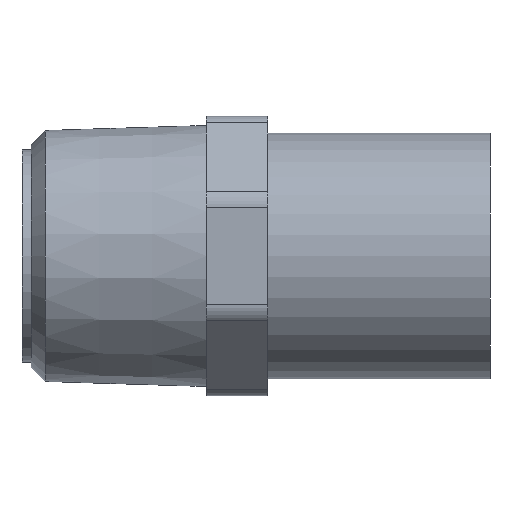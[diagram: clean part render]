
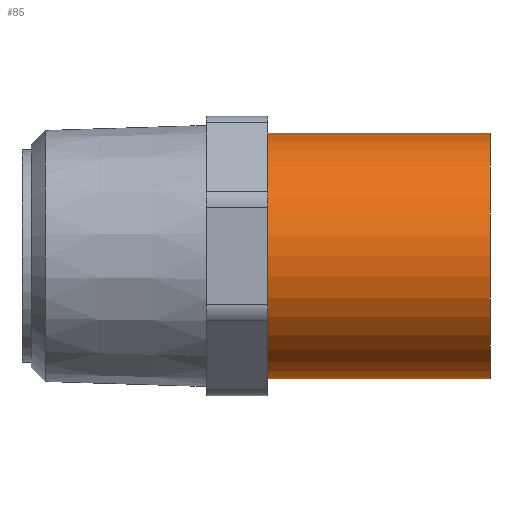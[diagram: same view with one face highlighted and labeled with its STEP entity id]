
A CAD part, front view. The second image highlights one B-rep face of the part: STEP entity #85.
In plain terms, the highlighted cylindrical face has radius 16 mm (diameter 32 mm), a full revolution.
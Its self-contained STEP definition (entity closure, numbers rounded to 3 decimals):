
#85 = ADVANCED_FACE( '', ( #129, #130 ), #131, .T. );
#129 = FACE_OUTER_BOUND( '', #191, .T. );
#130 = FACE_OUTER_BOUND( '', #192, .T. );
#131 = CYLINDRICAL_SURFACE( '', #193, 16. );
#191 = EDGE_LOOP( '', ( #312 ) );
#192 = EDGE_LOOP( '', ( #313 ) );
#193 = AXIS2_PLACEMENT_3D( '', #314, #315, #316 );
#312 = ORIENTED_EDGE( '', *, *, #460, .T. );
#313 = ORIENTED_EDGE( '', *, *, #461, .F. );
#314 = CARTESIAN_POINT( '', ( 0., 0., 0. ) );
#315 = DIRECTION( '', ( -1., 0., 0. ) );
#316 = DIRECTION( '', ( 0., 0., -1. ) );
#460 = EDGE_CURVE( '', #555, #555, #556, .T. );
#461 = EDGE_CURVE( '', #557, #557, #558, .T. );
#555 = VERTEX_POINT( '', #673 );
#556 = CIRCLE( '', #674, 16. );
#557 = VERTEX_POINT( '', #675 );
#558 = CIRCLE( '', #676, 16. );
#673 = CARTESIAN_POINT( '', ( -29., 0., -16. ) );
#674 = AXIS2_PLACEMENT_3D( '', #789, #790, #791 );
#675 = CARTESIAN_POINT( '', ( 0., 0., -16. ) );
#676 = AXIS2_PLACEMENT_3D( '', #792, #793, #794 );
#789 = CARTESIAN_POINT( '', ( -29., 0., 0. ) );
#790 = DIRECTION( '', ( 1., 0., 0. ) );
#791 = DIRECTION( '', ( 0., 0., -1. ) );
#792 = CARTESIAN_POINT( '', ( 0., 0., 0. ) );
#793 = DIRECTION( '', ( 1., 0., 0. ) );
#794 = DIRECTION( '', ( 0., 0., -1. ) );
